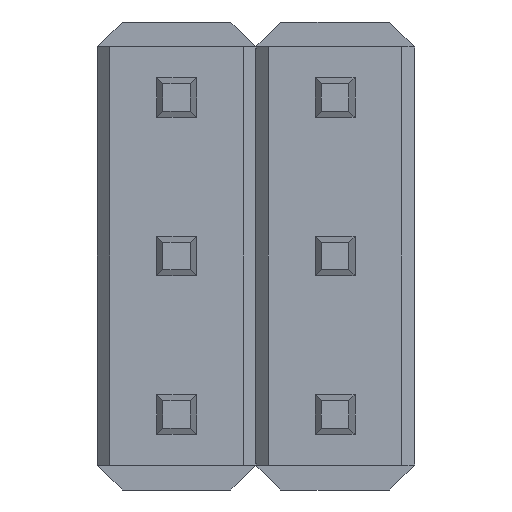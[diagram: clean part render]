
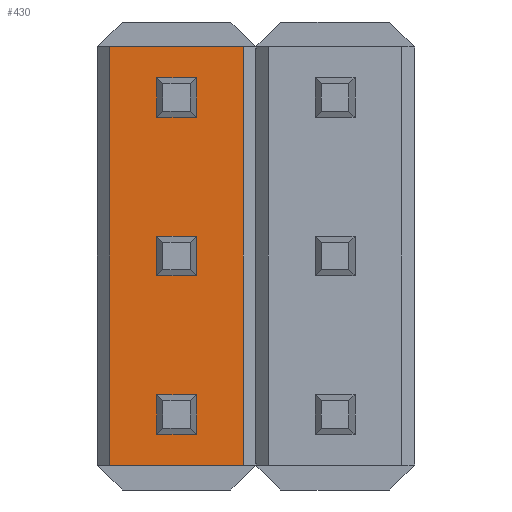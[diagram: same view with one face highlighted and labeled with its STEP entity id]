
A CAD part, front view. The second image highlights one B-rep face of the part: STEP entity #430.
In plain terms, the highlighted planar face has unit normal (0, -1, 0).
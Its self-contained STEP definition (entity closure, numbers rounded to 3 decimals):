
#36 = VECTOR ( 'NONE', #1529, 1000. ) ;
#95 = VECTOR ( 'NONE', #3176, 1000. ) ;
#117 = CARTESIAN_POINT ( 'NONE',  ( -1.07, 0.54, -3.35 ) ) ;
#127 = CARTESIAN_POINT ( 'NONE',  ( 1.07, 0.54, 3.35 ) ) ;
#144 = VERTEX_POINT ( 'NONE', #1939 ) ;
#165 = EDGE_CURVE ( 'NONE', #2912, #966, #2809, .T. ) ;
#167 = VECTOR ( 'NONE', #4341, 1000. ) ;
#228 = CARTESIAN_POINT ( 'NONE',  ( -0.32, 0.54, 2.86 ) ) ;
#333 = CARTESIAN_POINT ( 'NONE',  ( -0.32, 0.54, 2.22 ) ) ;
#358 = DIRECTION ( 'NONE',  ( 1., 0., 0. ) ) ;
#388 = LINE ( 'NONE', #1356, #167 ) ;
#402 = FACE_BOUND ( 'NONE', #1520, .T. ) ;
#430 = ADVANCED_FACE ( 'NONE', ( #820, #552, #402, #686 ), #2222, .F. ) ;
#432 = DIRECTION ( 'NONE',  ( 1., 0., 0. ) ) ;
#484 = LINE ( 'NONE', #2104, #3974 ) ;
#552 = FACE_BOUND ( 'NONE', #2335, .T. ) ;
#686 = FACE_OUTER_BOUND ( 'NONE', #2478, .T. ) ;
#777 = DIRECTION ( 'NONE',  ( -1., 0., 0. ) ) ;
#820 = FACE_BOUND ( 'NONE', #1884, .T. ) ;
#863 = CARTESIAN_POINT ( 'NONE',  ( -0.32, 0.54, 2.22 ) ) ;
#868 = EDGE_CURVE ( 'NONE', #966, #2363, #1072, .T. ) ;
#928 = VECTOR ( 'NONE', #2572, 1000. ) ;
#953 = VECTOR ( 'NONE', #432, 1000. ) ;
#966 = VERTEX_POINT ( 'NONE', #3172 ) ;
#979 = EDGE_CURVE ( 'NONE', #3788, #2891, #3530, .T. ) ;
#1049 = VERTEX_POINT ( 'NONE', #2854 ) ;
#1056 = CARTESIAN_POINT ( 'NONE',  ( 0.32, 0.54, -2.86 ) ) ;
#1057 = DIRECTION ( 'NONE',  ( 0., 0., -1. ) ) ;
#1072 = LINE ( 'NONE', #3785, #953 ) ;
#1135 = CARTESIAN_POINT ( 'NONE',  ( -0.32, 0.54, -2.86 ) ) ;
#1203 = EDGE_CURVE ( 'NONE', #1049, #3867, #3361, .T. ) ;
#1205 = EDGE_CURVE ( 'NONE', #2259, #3347, #3706, .T. ) ;
#1238 = AXIS2_PLACEMENT_3D ( 'NONE', #2124, #2103, #2090 ) ;
#1281 = EDGE_CURVE ( 'NONE', #2227, #2577, #4066, .T. ) ;
#1307 = DIRECTION ( 'NONE',  ( -1., 0., 0. ) ) ;
#1336 = CARTESIAN_POINT ( 'NONE',  ( 0.32, 0.54, 0.32 ) ) ;
#1349 = EDGE_CURVE ( 'NONE', #3347, #3077, #2199, .T. ) ;
#1356 = CARTESIAN_POINT ( 'NONE',  ( -0.32, 0.54, -2.22 ) ) ;
#1520 = EDGE_LOOP ( 'NONE', ( #4076, #4073, #4013, #3558 ) ) ;
#1529 = DIRECTION ( 'NONE',  ( 0., 0., -1. ) ) ;
#1550 = CARTESIAN_POINT ( 'NONE',  ( 1.07, 0.54, 3.35 ) ) ;
#1574 = LINE ( 'NONE', #3643, #2371 ) ;
#1600 = VECTOR ( 'NONE', #777, 1000. ) ;
#1663 = CARTESIAN_POINT ( 'NONE',  ( 0.32, 0.54, -2.22 ) ) ;
#1735 = DIRECTION ( 'NONE',  ( 1., 0., 0. ) ) ;
#1772 = VERTEX_POINT ( 'NONE', #2319 ) ;
#1799 = VECTOR ( 'NONE', #2162, 1000. ) ;
#1813 = EDGE_CURVE ( 'NONE', #1049, #3788, #3986, .T. ) ;
#1835 = CARTESIAN_POINT ( 'NONE',  ( -0.32, 0.54, -2.86 ) ) ;
#1851 = LINE ( 'NONE', #863, #928 ) ;
#1884 = EDGE_LOOP ( 'NONE', ( #2993, #3268, #2992, #3117 ) ) ;
#1897 = VERTEX_POINT ( 'NONE', #228 ) ;
#1939 = CARTESIAN_POINT ( 'NONE',  ( 0.32, 0.54, 2.86 ) ) ;
#1942 = LINE ( 'NONE', #1550, #4399 ) ;
#2040 = VERTEX_POINT ( 'NONE', #2797 ) ;
#2055 = LINE ( 'NONE', #2541, #36 ) ;
#2090 = DIRECTION ( 'NONE',  ( 0., 0., 1. ) ) ;
#2092 = CARTESIAN_POINT ( 'NONE',  ( -1.07, 0.54, 3.35 ) ) ;
#2103 = DIRECTION ( 'NONE',  ( 0., 1., 0. ) ) ;
#2104 = CARTESIAN_POINT ( 'NONE',  ( -0.32, 0.54, 2.86 ) ) ;
#2119 = CARTESIAN_POINT ( 'NONE',  ( -0.32, 0.54, -0.32 ) ) ;
#2124 = CARTESIAN_POINT ( 'NONE',  ( -1.27, 0.54, 3.35 ) ) ;
#2162 = DIRECTION ( 'NONE',  ( 0., 0., 1. ) ) ;
#2199 = LINE ( 'NONE', #1135, #1600 ) ;
#2222 = PLANE ( 'NONE',  #1238 ) ;
#2227 = VERTEX_POINT ( 'NONE', #2690 ) ;
#2259 = VERTEX_POINT ( 'NONE', #1663 ) ;
#2319 = CARTESIAN_POINT ( 'NONE',  ( 0.32, 0.54, -0.32 ) ) ;
#2335 = EDGE_LOOP ( 'NONE', ( #4262, #2681, #3228, #3179 ) ) ;
#2363 = VERTEX_POINT ( 'NONE', #1336 ) ;
#2371 = VECTOR ( 'NONE', #1307, 1000. ) ;
#2478 = EDGE_LOOP ( 'NONE', ( #3516, #3354, #3231, #2905 ) ) ;
#2541 = CARTESIAN_POINT ( 'NONE',  ( 0.32, 0.54, 2.22 ) ) ;
#2572 = DIRECTION ( 'NONE',  ( 0., 0., 1. ) ) ;
#2577 = VERTEX_POINT ( 'NONE', #2831 ) ;
#2597 = VECTOR ( 'NONE', #1735, 1000. ) ;
#2681 = ORIENTED_EDGE ( 'NONE', *, *, #165, .T. ) ;
#2690 = CARTESIAN_POINT ( 'NONE',  ( 0.32, 0.54, 2.22 ) ) ;
#2754 = VECTOR ( 'NONE', #3393, 1000. ) ;
#2779 = CARTESIAN_POINT ( 'NONE',  ( 1.07, 0.54, -3.35 ) ) ;
#2797 = CARTESIAN_POINT ( 'NONE',  ( -0.32, 0.54, -2.22 ) ) ;
#2809 = LINE ( 'NONE', #4112, #4082 ) ;
#2831 = CARTESIAN_POINT ( 'NONE',  ( -0.32, 0.54, 2.22 ) ) ;
#2833 = CARTESIAN_POINT ( 'NONE',  ( 0.32, 0.54, -0.32 ) ) ;
#2854 = CARTESIAN_POINT ( 'NONE',  ( -1.07, 0.54, 3.35 ) ) ;
#2891 = VERTEX_POINT ( 'NONE', #2779 ) ;
#2905 = ORIENTED_EDGE ( 'NONE', *, *, #979, .T. ) ;
#2912 = VERTEX_POINT ( 'NONE', #2119 ) ;
#2923 = LINE ( 'NONE', #2833, #95 ) ;
#2992 = ORIENTED_EDGE ( 'NONE', *, *, #3550, .T. ) ;
#2993 = ORIENTED_EDGE ( 'NONE', *, *, #1205, .T. ) ;
#3055 = VECTOR ( 'NONE', #4375, 1000. ) ;
#3077 = VERTEX_POINT ( 'NONE', #1835 ) ;
#3082 = CARTESIAN_POINT ( 'NONE',  ( -1.27, 0.54, 3.35 ) ) ;
#3117 = ORIENTED_EDGE ( 'NONE', *, *, #3264, .T. ) ;
#3172 = CARTESIAN_POINT ( 'NONE',  ( -0.32, 0.54, 0.32 ) ) ;
#3176 = DIRECTION ( 'NONE',  ( 0., 0., -1. ) ) ;
#3179 = ORIENTED_EDGE ( 'NONE', *, *, #3503, .T. ) ;
#3228 = ORIENTED_EDGE ( 'NONE', *, *, #868, .T. ) ;
#3231 = ORIENTED_EDGE ( 'NONE', *, *, #1813, .T. ) ;
#3264 = EDGE_CURVE ( 'NONE', #2040, #2259, #388, .T. ) ;
#3268 = ORIENTED_EDGE ( 'NONE', *, *, #1349, .T. ) ;
#3347 = VERTEX_POINT ( 'NONE', #1056 ) ;
#3354 = ORIENTED_EDGE ( 'NONE', *, *, #1203, .F. ) ;
#3361 = LINE ( 'NONE', #3082, #2754 ) ;
#3393 = DIRECTION ( 'NONE',  ( 1., 0., 0. ) ) ;
#3413 = EDGE_CURVE ( 'NONE', #1897, #144, #484, .T. ) ;
#3502 = DIRECTION ( 'NONE',  ( -1., 0., 0. ) ) ;
#3503 = EDGE_CURVE ( 'NONE', #2363, #1772, #2923, .T. ) ;
#3516 = ORIENTED_EDGE ( 'NONE', *, *, #3690, .F. ) ;
#3530 = LINE ( 'NONE', #4426, #2597 ) ;
#3550 = EDGE_CURVE ( 'NONE', #3077, #2040, #4457, .T. ) ;
#3558 = ORIENTED_EDGE ( 'NONE', *, *, #1281, .T. ) ;
#3643 = CARTESIAN_POINT ( 'NONE',  ( -0.32, 0.54, -0.32 ) ) ;
#3671 = EDGE_CURVE ( 'NONE', #144, #2227, #2055, .T. ) ;
#3690 = EDGE_CURVE ( 'NONE', #3867, #2891, #1942, .T. ) ;
#3696 = EDGE_CURVE ( 'NONE', #2577, #1897, #1851, .T. ) ;
#3706 = LINE ( 'NONE', #4131, #3055 ) ;
#3785 = CARTESIAN_POINT ( 'NONE',  ( -0.32, 0.54, 0.32 ) ) ;
#3788 = VERTEX_POINT ( 'NONE', #117 ) ;
#3867 = VERTEX_POINT ( 'NONE', #127 ) ;
#3947 = VECTOR ( 'NONE', #3502, 1000. ) ;
#3974 = VECTOR ( 'NONE', #358, 1000. ) ;
#3986 = LINE ( 'NONE', #2092, #4297 ) ;
#4013 = ORIENTED_EDGE ( 'NONE', *, *, #3671, .T. ) ;
#4037 = EDGE_CURVE ( 'NONE', #1772, #2912, #1574, .T. ) ;
#4066 = LINE ( 'NONE', #333, #3947 ) ;
#4073 = ORIENTED_EDGE ( 'NONE', *, *, #3413, .T. ) ;
#4076 = ORIENTED_EDGE ( 'NONE', *, *, #3696, .T. ) ;
#4082 = VECTOR ( 'NONE', #4260, 1000. ) ;
#4112 = CARTESIAN_POINT ( 'NONE',  ( -0.32, 0.54, -0.32 ) ) ;
#4131 = CARTESIAN_POINT ( 'NONE',  ( 0.32, 0.54, -2.22 ) ) ;
#4133 = CARTESIAN_POINT ( 'NONE',  ( -0.32, 0.54, -2.22 ) ) ;
#4211 = DIRECTION ( 'NONE',  ( 0., 0., -1. ) ) ;
#4260 = DIRECTION ( 'NONE',  ( 0., 0., 1. ) ) ;
#4262 = ORIENTED_EDGE ( 'NONE', *, *, #4037, .T. ) ;
#4297 = VECTOR ( 'NONE', #1057, 1000. ) ;
#4341 = DIRECTION ( 'NONE',  ( 1., 0., 0. ) ) ;
#4375 = DIRECTION ( 'NONE',  ( 0., 0., -1. ) ) ;
#4399 = VECTOR ( 'NONE', #4211, 1000. ) ;
#4426 = CARTESIAN_POINT ( 'NONE',  ( -1.27, 0.54, -3.35 ) ) ;
#4457 = LINE ( 'NONE', #4133, #1799 ) ;
